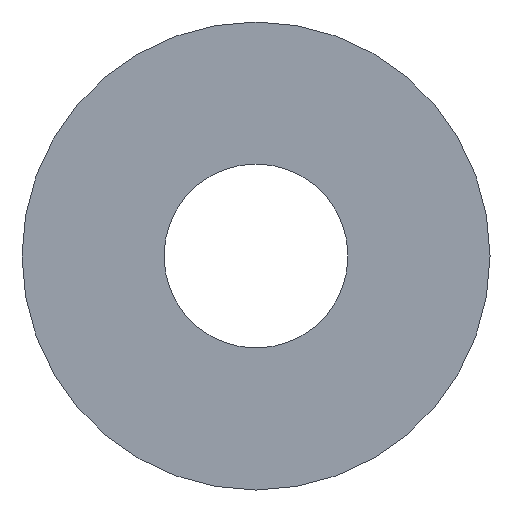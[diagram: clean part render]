
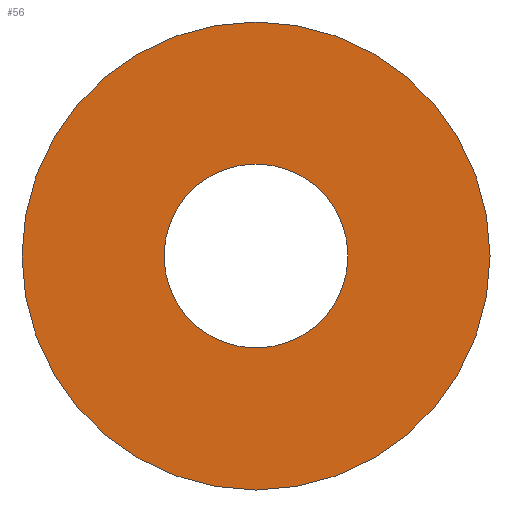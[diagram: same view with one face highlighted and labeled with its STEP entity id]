
A CAD part, left-side view. The second image highlights one B-rep face of the part: STEP entity #56.
In plain terms, the highlighted planar face has unit normal (-1, 0, 0).
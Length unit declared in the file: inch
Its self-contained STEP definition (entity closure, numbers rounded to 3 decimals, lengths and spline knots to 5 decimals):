
#14=PLANE($,#67);
#18=FACE_BOUND($,#30,.T.);
#22=FACE_OUTER_BOUND($,#29,.T.);
#29=EDGE_LOOP($,(#49));
#30=EDGE_LOOP($,(#50));
#32=CIRCLE($,#62,0.0625);
#34=CIRCLE($,#66,0.159);
#36=VERTEX_POINT($,#90);
#38=VERTEX_POINT($,#96);
#40=EDGE_CURVE($,#36,#36,#32,.T.);
#42=EDGE_CURVE($,#38,#38,#34,.T.);
#49=ORIENTED_EDGE($,*,*,#42,.T.);
#50=ORIENTED_EDGE($,*,*,#40,.T.);
#56=ADVANCED_FACE($,(#22,#18),#14,.F.);
#62=AXIS2_PLACEMENT_3D($,#91,#74,#75);
#66=AXIS2_PLACEMENT_3D($,#97,#82,#83);
#67=AXIS2_PLACEMENT_3D($,#98,#84,#85);
#74=DIRECTION('center_axis',(1.,0.,0.));
#75=DIRECTION('ref_axis',(0.,0.,1.));
#82=DIRECTION('center_axis',(-1.,0.,0.));
#83=DIRECTION('ref_axis',(0.,0.,1.));
#84=DIRECTION('center_axis',(1.,0.,0.));
#85=DIRECTION('ref_axis',(0.,0.,-1.));
#90=CARTESIAN_POINT('',(0.,0.,0.0625));
#91=CARTESIAN_POINT('Origin',(0.,0.,0.));
#96=CARTESIAN_POINT('',(0.,0.,0.159));
#97=CARTESIAN_POINT('Origin',(0.,0.,0.));
#98=CARTESIAN_POINT('Origin',(0.,0.,0.));
